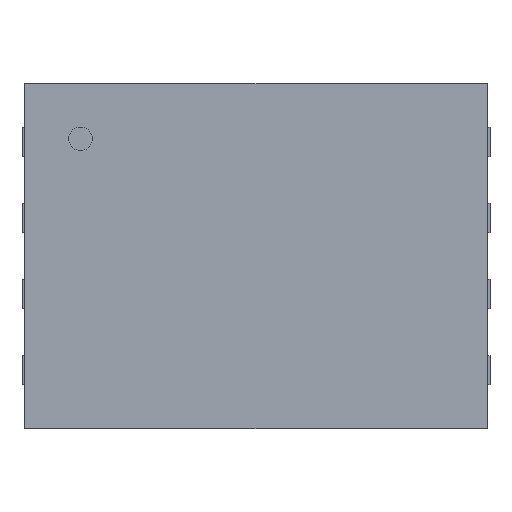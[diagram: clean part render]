
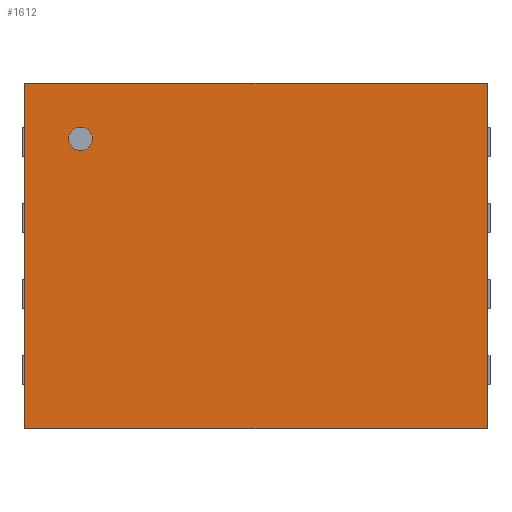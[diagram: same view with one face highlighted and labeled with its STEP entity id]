
A CAD part, top view. The second image highlights one B-rep face of the part: STEP entity #1612.
In plain terms, the highlighted planar face has unit normal (0, 0, 1).
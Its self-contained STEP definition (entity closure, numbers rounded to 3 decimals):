
#494 = VERTEX_POINT('',#495);
#495 = CARTESIAN_POINT('',(1.975,1.475,0.85));
#501 = EDGE_CURVE('',#494,#502,#504,.T.);
#502 = VERTEX_POINT('',#503);
#503 = CARTESIAN_POINT('',(1.975,-1.475,0.85));
#504 = LINE('',#505,#506);
#505 = CARTESIAN_POINT('',(1.975,1.475,0.85));
#506 = VECTOR('',#507,1.);
#507 = DIRECTION('',(0.,-1.,0.));
#1004 = VERTEX_POINT('',#1005);
#1005 = CARTESIAN_POINT('',(-1.975,-1.475,0.85));
#1013 = EDGE_CURVE('',#1004,#502,#1014,.T.);
#1014 = LINE('',#1015,#1016);
#1015 = CARTESIAN_POINT('',(-1.975,-1.475,0.85));
#1016 = VECTOR('',#1017,1.);
#1017 = DIRECTION('',(1.,0.,0.));
#1029 = VERTEX_POINT('',#1030);
#1030 = CARTESIAN_POINT('',(-1.975,1.475,0.85));
#1036 = EDGE_CURVE('',#1029,#1004,#1037,.T.);
#1037 = LINE('',#1038,#1039);
#1038 = CARTESIAN_POINT('',(-1.975,1.475,0.85));
#1039 = VECTOR('',#1040,1.);
#1040 = DIRECTION('',(0.,-1.,0.));
#1534 = EDGE_CURVE('',#1029,#494,#1535,.T.);
#1535 = LINE('',#1536,#1537);
#1536 = CARTESIAN_POINT('',(-1.975,1.475,0.85));
#1537 = VECTOR('',#1538,1.);
#1538 = DIRECTION('',(1.,0.,0.));
#1612 = ADVANCED_FACE('',(#1613,#1619),#1630,.T.);
#1613 = FACE_BOUND('',#1614,.T.);
#1614 = EDGE_LOOP('',(#1615,#1616,#1617,#1618));
#1615 = ORIENTED_EDGE('',*,*,#1534,.F.);
#1616 = ORIENTED_EDGE('',*,*,#1036,.T.);
#1617 = ORIENTED_EDGE('',*,*,#1013,.T.);
#1618 = ORIENTED_EDGE('',*,*,#501,.F.);
#1619 = FACE_BOUND('',#1620,.T.);
#1620 = EDGE_LOOP('',(#1621));
#1621 = ORIENTED_EDGE('',*,*,#1622,.T.);
#1622 = EDGE_CURVE('',#1623,#1623,#1625,.T.);
#1623 = VERTEX_POINT('',#1624);
#1624 = CARTESIAN_POINT('',(-1.5,0.9,0.85));
#1625 = CIRCLE('',#1626,0.1);
#1626 = AXIS2_PLACEMENT_3D('',#1627,#1628,#1629);
#1627 = CARTESIAN_POINT('',(-1.5,1.,0.85));
#1628 = DIRECTION('',(-0.,0.,-1.));
#1629 = DIRECTION('',(0.,-1.,0.));
#1630 = PLANE('',#1631);
#1631 = AXIS2_PLACEMENT_3D('',#1632,#1633,#1634);
#1632 = CARTESIAN_POINT('',(-1.975,1.475,0.85));
#1633 = DIRECTION('',(0.,0.,1.));
#1634 = DIRECTION('',(0.,-1.,0.));
